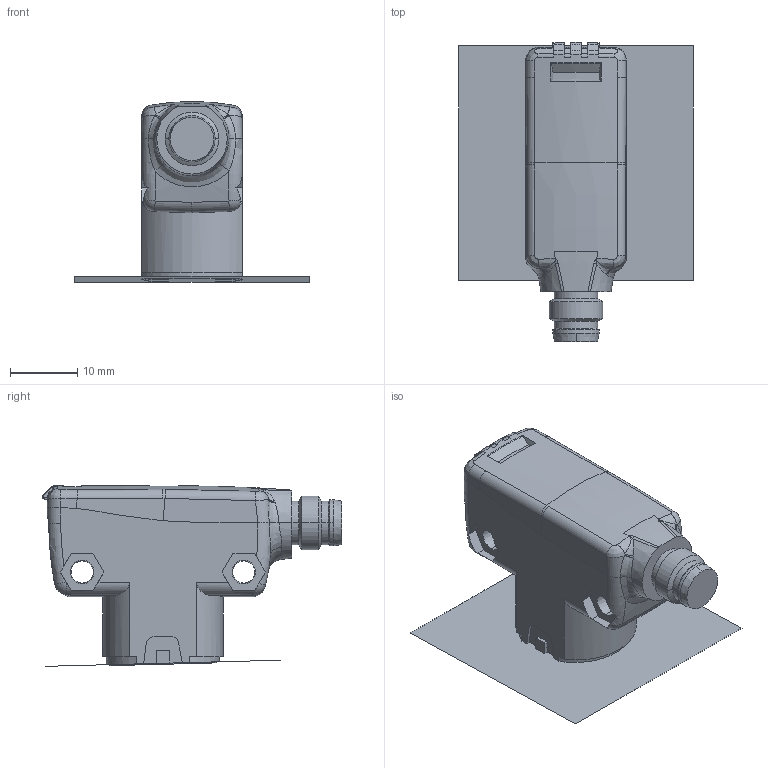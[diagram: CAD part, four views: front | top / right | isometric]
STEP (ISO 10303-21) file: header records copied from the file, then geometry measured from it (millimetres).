
FILE_DESCRIPTION((''),'2;1');
FILE_NAME('DB_CAD7055','2021-12-17T08:10:25',('tiniedziel'),(''),'CREO PARAMETRIC BY PTC INC, 2019292','CREO PARAMETRIC BY PTC INC, 2019292','');
FILE_SCHEMA(('CONFIG_CONTROL_DESIGN','SHAPE_APPEARANCE_LAYERS_GROUPS'));
Length unit declared in the file: millimetre
Products named in the file (1): DB_CAD7055
Bounding box: 35 x 44.6 x 26.94 mm (x, y, z)
Volume: 10177 mm3; surface area: 4824.9 mm2
Topology: 1 solids, 2 shells, 258 faces, 730 edges, 503 vertices
Faces by surface type: plane 97, cylinder 58, bspline 42, torus 34, cone 23, sphere 4
Entity records: 16252 total; most frequent: CARTESIAN_POINT 4667, ORIENTED_EDGE 1390, DIRECTION 1122, PRESENTATION_STYLE_ASSIGNMENT 992, STYLED_ITEM 735, CURVE_STYLE 732, EDGE_CURVE 697, FILL_AREA_STYLE_COLOUR 517
